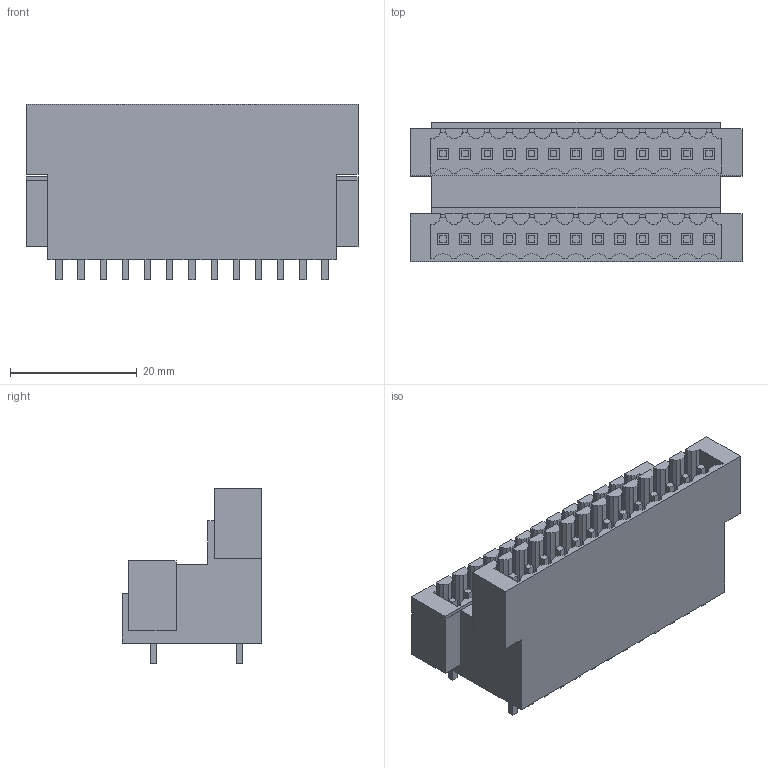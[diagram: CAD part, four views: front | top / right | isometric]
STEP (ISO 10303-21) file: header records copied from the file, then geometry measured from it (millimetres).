
FILE_DESCRIPTION(('CATIA V5 STEP Exchange','CAx-IF Rec.Pracs.--- Model Styling and Organization---1.4--- 2014-01-23'),'2;1');
FILE_NAME ('D1458743_1_1891110000_1891110000.stp','2022-08-10T11:34:44+00:00',('none'),('Weidmueller'),'CATIA Version 5-6 Release 2016 SP3 HF44','CATIA V5 STEP AP214','none');
FILE_SCHEMA(('AUTOMOTIVE_DESIGN { 1 0 10303 214 1 1 1 1 }'));
Length unit declared in the file: millimetre
Products named in the file (1): 1891110000
Bounding box: 52.4 x 22 x 27.77 mm (x, y, z)
Volume: 14626.6 mm3; surface area: 9902.5 mm2
Topology: 27 solids, 29 shells, 646 faces, 1863 edges, 1301 vertices
Faces by surface type: plane 566, cylinder 80
Entity records: 19943 total; most frequent: ORIENTED_EDGE 3726, CARTESIAN_POINT 3611, DIRECTION 2732, EDGE_CURVE 1863, VECTOR 1703, LINE 1703, VERTEX_POINT 1301, EDGE_LOOP 672
